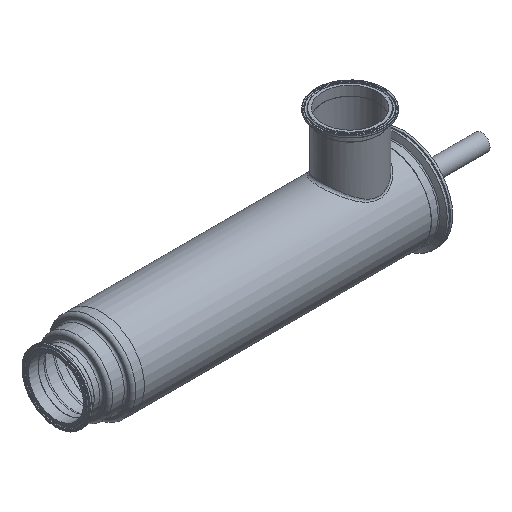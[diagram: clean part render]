
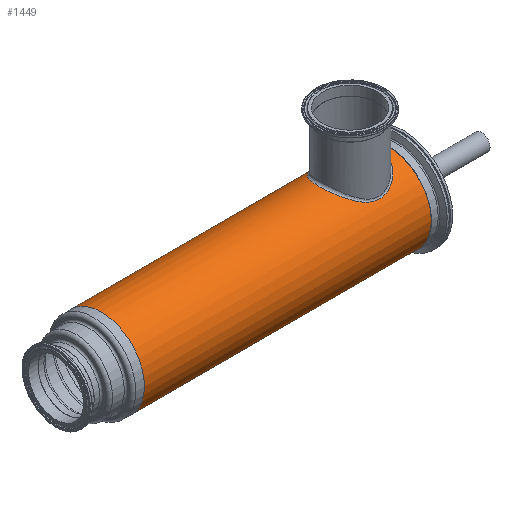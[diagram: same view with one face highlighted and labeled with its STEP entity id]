
A CAD part, isometric view. The second image highlights one B-rep face of the part: STEP entity #1449.
In plain terms, the highlighted cylindrical face has radius 57.15 mm (diameter 114.3 mm), a full revolution.
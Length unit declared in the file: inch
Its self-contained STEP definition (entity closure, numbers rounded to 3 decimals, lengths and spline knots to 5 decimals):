
#49=B_SPLINE_CURVE_WITH_KNOTS('',3,(#2891,#2892,#2893,#2894,#2895,#2896,
#2897,#2898,#2899,#2900,#2901,#2902,#2903,#2904,#2905,#2906,#2907,#2908,
#2909,#2910,#2911,#2912,#2913,#2914,#2915),.UNSPECIFIED.,.T.,.F.,(4,1,1,
1,1,1,1,1,1,1,1,1,1,1,1,1,1,1,1,1,1,1,4),(-23.91809,-23.06388,
-22.20966,-20.50122,-19.36227,-18.22331,
-17.08435,-15.9454,-14.80644,-13.66748,-12.52853,
-11.95905,-11.38957,-10.25061,-9.11165,
-7.9727,-6.83374,-5.69478,-4.55583,
-3.41687,-1.70844,-0.85422,0.),
 .UNSPECIFIED.);
#124=LINE('',#2924,#151);
#151=VECTOR('',#2207,2.25);
#175=CYLINDRICAL_SURFACE('',#1765,2.25);
#192=FACE_BOUND('',#322,.T.);
#238=FACE_OUTER_BOUND('',#321,.T.);
#321=EDGE_LOOP('',(#1182,#1183,#1184,#1185));
#322=EDGE_LOOP('',(#1186));
#469=CIRCLE('',#1766,2.25);
#470=CIRCLE('',#1767,2.25);
#644=VERTEX_POINT('',#2858);
#648=VERTEX_POINT('',#2921);
#649=VERTEX_POINT('',#2923);
#841=EDGE_CURVE('',#644,#644,#49,.T.);
#844=EDGE_CURVE('',#648,#648,#469,.T.);
#845=EDGE_CURVE('',#648,#649,#124,.T.);
#846=EDGE_CURVE('',#649,#649,#470,.T.);
#1182=ORIENTED_EDGE('',*,*,#844,.F.);
#1183=ORIENTED_EDGE('',*,*,#845,.T.);
#1184=ORIENTED_EDGE('',*,*,#846,.F.);
#1185=ORIENTED_EDGE('',*,*,#845,.F.);
#1186=ORIENTED_EDGE('',*,*,#841,.F.);
#1449=ADVANCED_FACE('',(#238,#192),#175,.T.);
#1765=AXIS2_PLACEMENT_3D('',#2920,#2203,#2204);
#1766=AXIS2_PLACEMENT_3D('',#2922,#2205,#2206);
#1767=AXIS2_PLACEMENT_3D('',#2925,#2208,#2209);
#2203=DIRECTION('center_axis',(0.,0.,1.));
#2204=DIRECTION('ref_axis',(-1.,0.,0.));
#2205=DIRECTION('center_axis',(0.,0.,
1.));
#2206=DIRECTION('ref_axis',(-1.,0.,0.));
#2207=DIRECTION('',(0.,0.,-1.));
#2208=DIRECTION('center_axis',(0.,0.,-1.));
#2209=DIRECTION('ref_axis',(-1.,0.,0.));
#2858=CARTESIAN_POINT('',(1.53947,1.64089,13.));
#2891=CARTESIAN_POINT('Ctrl Pts',(1.53947,1.64089,13.));
#2892=CARTESIAN_POINT('Ctrl Pts',(1.53947,1.64089,12.87382));
#2893=CARTESIAN_POINT('Ctrl Pts',(1.51117,1.66804,12.62176));
#2894=CARTESIAN_POINT('Ctrl Pts',(1.35323,1.80505,12.16342));
#2895=CARTESIAN_POINT('Ctrl Pts',(1.04916,2.0112,11.76201));
#2896=CARTESIAN_POINT('Ctrl Pts',(0.58913,2.18695,11.47173));
#2897=CARTESIAN_POINT('Ctrl Pts',(0.12245,2.26432,11.35331));
#2898=CARTESIAN_POINT('Ctrl Pts',(-0.36235,2.23744,11.3939));
#2899=CARTESIAN_POINT('Ctrl Pts',(-0.7971,2.11809,11.58205));
#2900=CARTESIAN_POINT('Ctrl Pts',(-1.14693,1.94644,11.88291));
#2901=CARTESIAN_POINT('Ctrl Pts',(-1.40087,1.76689,12.27163));
#2902=CARTESIAN_POINT('Ctrl Pts',(-1.52074,1.65857,12.66333));
#2903=CARTESIAN_POINT('Ctrl Pts',(-1.54573,1.63499,13.));
#2904=CARTESIAN_POINT('Ctrl Pts',(-1.52073,1.65858,13.33668));
#2905=CARTESIAN_POINT('Ctrl Pts',(-1.40093,1.76687,13.72827));
#2906=CARTESIAN_POINT('Ctrl Pts',(-1.1469,1.94643,14.11712));
#2907=CARTESIAN_POINT('Ctrl Pts',(-0.79716,2.11809,14.41789));
#2908=CARTESIAN_POINT('Ctrl Pts',(-0.3624,2.23744,14.60608));
#2909=CARTESIAN_POINT('Ctrl Pts',(0.12235,2.26423,14.64664));
#2910=CARTESIAN_POINT('Ctrl Pts',(0.58918,2.18701,14.52832));
#2911=CARTESIAN_POINT('Ctrl Pts',(1.04912,2.01119,14.23801));
#2912=CARTESIAN_POINT('Ctrl Pts',(1.35325,1.80506,13.83658));
#2913=CARTESIAN_POINT('Ctrl Pts',(1.51116,1.66803,13.37824));
#2914=CARTESIAN_POINT('Ctrl Pts',(1.53947,1.64089,13.12618));
#2915=CARTESIAN_POINT('Ctrl Pts',(1.53947,1.64089,13.));
#2920=CARTESIAN_POINT('Origin',(0.,0.,0.));
#2921=CARTESIAN_POINT('',(2.25,0.,15.));
#2922=CARTESIAN_POINT('Origin',(0.,0.,15.));
#2923=CARTESIAN_POINT('',(2.25,0.,0.));
#2924=CARTESIAN_POINT('',(2.25,0.,0.));
#2925=CARTESIAN_POINT('Origin',(0.,0.,0.));
